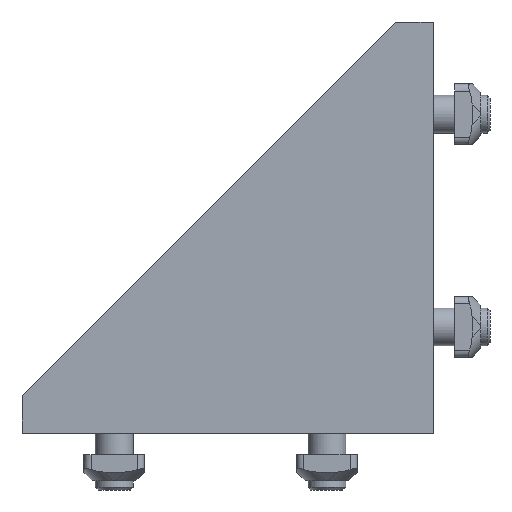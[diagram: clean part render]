
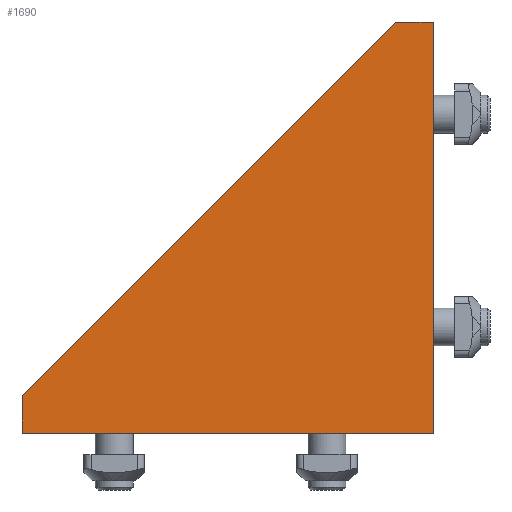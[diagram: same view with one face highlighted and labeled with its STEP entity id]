
A CAD part, left-side view. The second image highlights one B-rep face of the part: STEP entity #1690.
In plain terms, the highlighted face is planar.
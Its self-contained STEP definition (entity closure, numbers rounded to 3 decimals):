
#1690=ADVANCED_FACE('',(#1791),#1792,.T.);
#1791=FACE_OUTER_BOUND('',#1926,.T.);
#1792=PLANE('',#1927);
#1926=EDGE_LOOP('',(#2118,#2119,#2120,#2121,#2122));
#1927=AXIS2_PLACEMENT_3D('',#2123,#2124,#2125);
#2118=ORIENTED_EDGE('',*,*,#2510,.F.);
#2119=ORIENTED_EDGE('',*,*,#2511,.T.);
#2120=ORIENTED_EDGE('',*,*,#2480,.F.);
#2121=ORIENTED_EDGE('',*,*,#2491,.F.);
#2122=ORIENTED_EDGE('',*,*,#2512,.T.);
#2123=CARTESIAN_POINT('',(0.0,0.0,-21.5));
#2124=DIRECTION('',(0.0,0.0,-1.0));
#2125=DIRECTION('',(-1.0,0.0,0.0));
#2480=EDGE_CURVE('',#2625,#2626,#2627,.T.);
#2491=EDGE_CURVE('',#2644,#2625,#2647,.T.);
#2510=EDGE_CURVE('',#2678,#2679,#2680,.T.);
#2511=EDGE_CURVE('',#2678,#2626,#2681,.T.);
#2512=EDGE_CURVE('',#2644,#2679,#2682,.T.);
#2625=VERTEX_POINT('',#2854);
#2626=VERTEX_POINT('',#2855);
#2627=LINE('',#2856,#2857);
#2644=VERTEX_POINT('',#2882);
#2647=LINE('',#2886,#2887);
#2678=VERTEX_POINT('',#2932);
#2679=VERTEX_POINT('',#2933);
#2680=LINE('',#2934,#2935);
#2681=LINE('',#2936,#2937);
#2682=LINE('',#2938,#2939);
#2854=CARTESIAN_POINT('',(0.,0.0,-21.5));
#2855=CARTESIAN_POINT('',(87.0,0.,-21.5));
#2856=CARTESIAN_POINT('',(47.5,0.0,-21.5));
#2857=VECTOR('',#3290,1.0);
#2882=CARTESIAN_POINT('',(0.,87.0,-21.5));
#2886=CARTESIAN_POINT('',(0.0,47.5,-21.5));
#2887=VECTOR('',#3303,1.0);
#2932=CARTESIAN_POINT('',(87.0,8.0,-21.5));
#2933=CARTESIAN_POINT('',(8.0,87.0,-21.5));
#2934=CARTESIAN_POINT('',(4.0,91.0,-21.5));
#2935=VECTOR('',#3330,1.0);
#2936=CARTESIAN_POINT('',(87.0,0.,-21.5));
#2937=VECTOR('',#3331,1.0);
#2938=CARTESIAN_POINT('',(0.,87.0,-21.5));
#2939=VECTOR('',#3332,1.0);
#3290=DIRECTION('',(1.0,0.,0.0));
#3303=DIRECTION('',(0.,-1.0,0.0));
#3330=DIRECTION('',(-0.707,0.707,0.0));
#3331=DIRECTION('',(0.,-1.0,0.0));
#3332=DIRECTION('',(1.0,0.,0.0));
